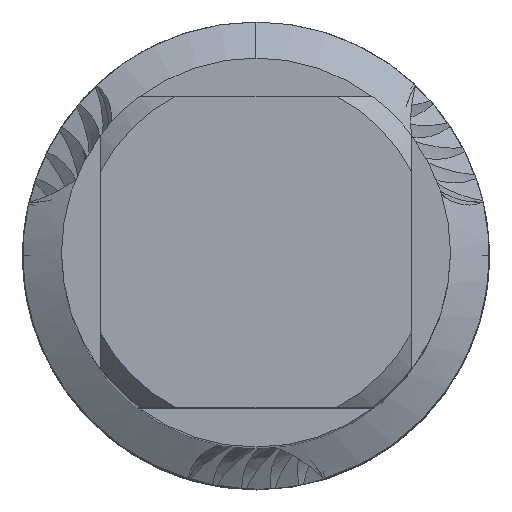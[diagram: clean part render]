
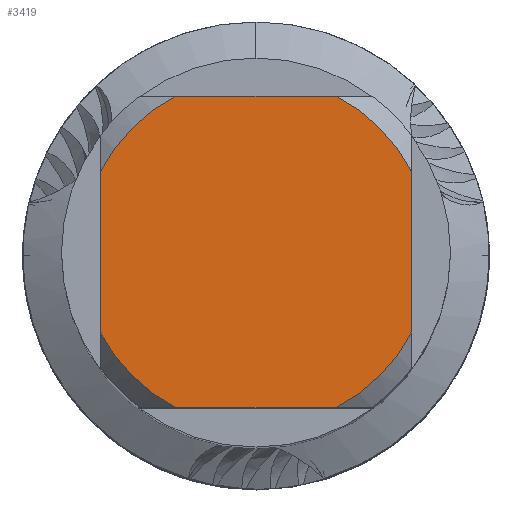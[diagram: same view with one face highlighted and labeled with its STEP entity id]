
A CAD part, top view. The second image highlights one B-rep face of the part: STEP entity #3419.
In plain terms, the highlighted planar face has unit normal (0, 0, 1).
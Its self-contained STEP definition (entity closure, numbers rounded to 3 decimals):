
#2147=EDGE_CURVE('',#3787,#2353,#6191,.T.);
#2171=EDGE_CURVE('',#4243,#5533,#6217,.T.);
#2223=VERTEX_POINT('',#6276);
#2285=EDGE_CURVE('',#2223,#3615,#6342,.T.);
#2353=VERTEX_POINT('',#6417);
#2589=VERTEX_POINT('',#6673);
#2953=EDGE_CURVE('',#2589,#2353,#7075,.T.);
#3419=ADVANCED_FACE('',(#7580),#7581,.T.);
#3521=EDGE_CURVE('',#4243,#5717,#7690,.T.);
#3615=VERTEX_POINT('',#7789);
#3625=EDGE_CURVE('',#2223,#5717,#7799,.T.);
#3787=VERTEX_POINT('',#7977);
#3809=EDGE_CURVE('',#3787,#3615,#8001,.T.);
#4243=VERTEX_POINT('',#8477);
#4311=EDGE_CURVE('',#2589,#5533,#8552,.T.);
#5533=VERTEX_POINT('',#9896);
#5717=VERTEX_POINT('',#10097);
#6191=CIRCLE('',#10860,4.5);
#6217=LINE('',#10899,#10900);
#6276=CARTESIAN_POINT('',(-2.062,-4.0,0.0));
#6342=CIRCLE('',#11191,4.5);
#6417=CARTESIAN_POINT('',(-2.062,4.0,0.0));
#6673=CARTESIAN_POINT('',(2.062,4.0,0.0));
#7075=LINE('',#12903,#12904);
#7580=FACE_OUTER_BOUND('',#13995,.T.);
#7581=PLANE('',#13996);
#7690=CIRCLE('',#14287,4.5);
#7789=CARTESIAN_POINT('',(-4.0,-2.062,0.0));
#7799=LINE('',#14580,#14581);
#7977=CARTESIAN_POINT('',(-4.0,2.062,0.0));
#8001=LINE('',#15245,#15246);
#8477=CARTESIAN_POINT('',(4.0,-2.062,0.0));
#8552=CIRCLE('',#16944,4.5);
#9896=CARTESIAN_POINT('',(4.0,2.062,0.0));
#10097=CARTESIAN_POINT('',(2.062,-4.0,0.0));
#10860=AXIS2_PLACEMENT_3D('',#21949,#21950,#21951);
#10899=CARTESIAN_POINT('',(4.0,1.125,0.0));
#10900=VECTOR('',#21975,1.0);
#11191=AXIS2_PLACEMENT_3D('',#22095,#22096,#22097);
#12903=CARTESIAN_POINT('',(0.0,4.0,0.0));
#12904=VECTOR('',#22860,1.0);
#13995=EDGE_LOOP('',(#23347,#23348,#23349,#23350,#23351,#23352,#23353,#23354));
#13996=AXIS2_PLACEMENT_3D('',#23355,#23356,#23357);
#14287=AXIS2_PLACEMENT_3D('',#23457,#23458,#23459);
#14580=CARTESIAN_POINT('',(0.0,-4.0,0.0));
#14581=VECTOR('',#23546,1.0);
#15245=CARTESIAN_POINT('',(-4.0,1.125,0.0));
#15246=VECTOR('',#23897,1.0);
#16944=AXIS2_PLACEMENT_3D('',#24461,#24462,#24463);
#21949=CARTESIAN_POINT('',(0.0,0.0,0.0));
#21950=DIRECTION('',(0.0,0.0,-1.0));
#21951=DIRECTION('',(0.0,1.0,0.0));
#21975=DIRECTION('',(-0.0,1.0,0.0));
#22095=CARTESIAN_POINT('',(0.0,0.0,0.0));
#22096=DIRECTION('',(0.0,0.0,-1.0));
#22097=DIRECTION('',(0.0,1.0,0.0));
#22860=DIRECTION('',(-1.0,0.0,0.0));
#23347=ORIENTED_EDGE('',*,*,#3809,.T.);
#23348=ORIENTED_EDGE('',*,*,#2285,.F.);
#23349=ORIENTED_EDGE('',*,*,#3625,.T.);
#23350=ORIENTED_EDGE('',*,*,#3521,.F.);
#23351=ORIENTED_EDGE('',*,*,#2171,.T.);
#23352=ORIENTED_EDGE('',*,*,#4311,.F.);
#23353=ORIENTED_EDGE('',*,*,#2953,.T.);
#23354=ORIENTED_EDGE('',*,*,#2147,.F.);
#23355=CARTESIAN_POINT('',(0.0,2.25,0.0));
#23356=DIRECTION('',(-0.0,0.0,1.0));
#23357=DIRECTION('',(0.0,-1.0,0.0));
#23457=CARTESIAN_POINT('',(0.0,0.0,0.0));
#23458=DIRECTION('',(0.0,0.0,-1.0));
#23459=DIRECTION('',(0.0,1.0,0.0));
#23546=DIRECTION('',(1.0,0.0,0.0));
#23897=DIRECTION('',(-0.0,-1.0,0.0));
#24461=CARTESIAN_POINT('',(0.0,0.0,0.0));
#24462=DIRECTION('',(0.0,0.0,-1.0));
#24463=DIRECTION('',(0.0,1.0,0.0));
